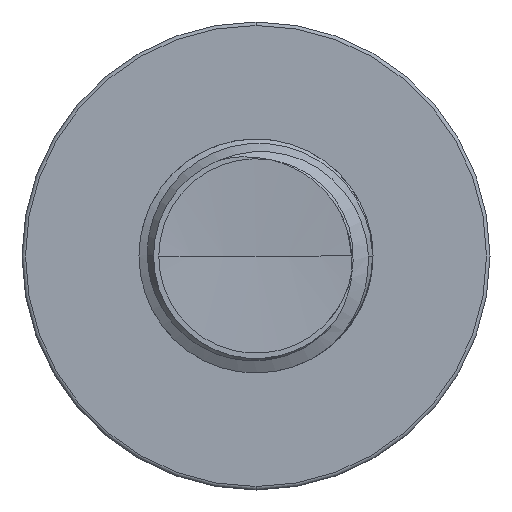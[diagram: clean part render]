
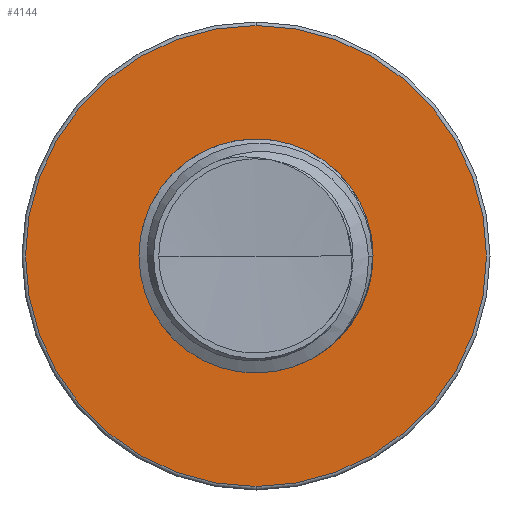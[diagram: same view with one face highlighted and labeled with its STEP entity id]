
A CAD part, front view. The second image highlights one B-rep face of the part: STEP entity #4144.
In plain terms, the highlighted planar face has unit normal (0, -1, 0).
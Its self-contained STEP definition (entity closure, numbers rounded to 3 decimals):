
#573 = AXIS2_PLACEMENT_3D ( 'NONE', #16640, #6569, #18333 ) ;
#801 = DIRECTION ( 'NONE',  ( 0., -1., 0. ) ) ;
#1279 = CIRCLE ( 'NONE', #19043, 7.88 ) ;
#1742 = CARTESIAN_POINT ( 'NONE',  ( 0., 11., 0. ) ) ;
#2319 = DIRECTION ( 'NONE',  ( 0., -1., 0. ) ) ;
#3109 = PLANE ( 'NONE',  #14168 ) ;
#3456 = DIRECTION ( 'NONE',  ( 0., 0., -1. ) ) ;
#4144 = ADVANCED_FACE ( 'NONE', ( #17897, #5015 ), #3109, .T. ) ;
#4396 = AXIS2_PLACEMENT_3D ( 'NONE', #12282, #2319, #13989 ) ;
#4486 = CIRCLE ( 'NONE', #573, 3.99 ) ;
#4753 = DIRECTION ( 'NONE',  ( 0., -1., 0. ) ) ;
#4926 = CIRCLE ( 'NONE', #4396, 3.99 ) ;
#5015 = FACE_BOUND ( 'NONE', #16311, .T. ) ;
#6569 = DIRECTION ( 'NONE',  ( 0., -1., 0. ) ) ;
#7177 = AXIS2_PLACEMENT_3D ( 'NONE', #10802, #801, #12493 ) ;
#8128 = EDGE_CURVE ( 'NONE', #20298, #21280, #4486, .T. ) ;
#8886 = CIRCLE ( 'NONE', #7177, 7.88 ) ;
#10558 = CARTESIAN_POINT ( 'NONE',  ( 0., 11., 3.99 ) ) ;
#10792 = ORIENTED_EDGE ( 'NONE', *, *, #8128, .F. ) ;
#10802 = CARTESIAN_POINT ( 'NONE',  ( 0., 11., 0. ) ) ;
#11009 = CARTESIAN_POINT ( 'NONE',  ( 0., 11., -3.99 ) ) ;
#12065 = EDGE_CURVE ( 'NONE', #15238, #19786, #8886, .T. ) ;
#12282 = CARTESIAN_POINT ( 'NONE',  ( 0., 11., 0. ) ) ;
#12493 = DIRECTION ( 'NONE',  ( 0., 0., -1. ) ) ;
#12507 = CARTESIAN_POINT ( 'NONE',  ( 0., 11., -7.88 ) ) ;
#13431 = DIRECTION ( 'NONE',  ( 0., -1., 0. ) ) ;
#13715 = ORIENTED_EDGE ( 'NONE', *, *, #17465, .T. ) ;
#13989 = DIRECTION ( 'NONE',  ( 0., 0., -1. ) ) ;
#14168 = AXIS2_PLACEMENT_3D ( 'NONE', #14791, #4753, #16493 ) ;
#14791 = CARTESIAN_POINT ( 'NONE',  ( 0., 11., 3.99 ) ) ;
#14971 = EDGE_LOOP ( 'NONE', ( #15998, #13715 ) ) ;
#15238 = VERTEX_POINT ( 'NONE', #12507 ) ;
#15998 = ORIENTED_EDGE ( 'NONE', *, *, #12065, .T. ) ;
#16311 = EDGE_LOOP ( 'NONE', ( #10792, #20269 ) ) ;
#16493 = DIRECTION ( 'NONE',  ( 0., 0., -1. ) ) ;
#16640 = CARTESIAN_POINT ( 'NONE',  ( 0., 11., 0. ) ) ;
#17465 = EDGE_CURVE ( 'NONE', #19786, #15238, #1279, .T. ) ;
#17897 = FACE_OUTER_BOUND ( 'NONE', #14971, .T. ) ;
#18333 = DIRECTION ( 'NONE',  ( 0., 0., -1. ) ) ;
#19043 = AXIS2_PLACEMENT_3D ( 'NONE', #1742, #13431, #3456 ) ;
#19708 = EDGE_CURVE ( 'NONE', #21280, #20298, #4926, .T. ) ;
#19786 = VERTEX_POINT ( 'NONE', #20755 ) ;
#20269 = ORIENTED_EDGE ( 'NONE', *, *, #19708, .F. ) ;
#20298 = VERTEX_POINT ( 'NONE', #11009 ) ;
#20755 = CARTESIAN_POINT ( 'NONE',  ( 0., 11., 7.88 ) ) ;
#21280 = VERTEX_POINT ( 'NONE', #10558 ) ;
